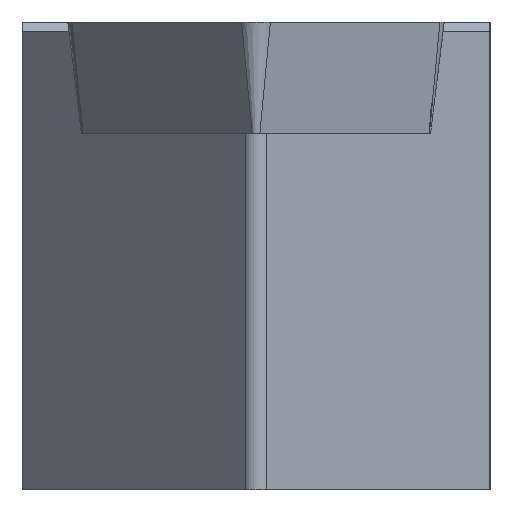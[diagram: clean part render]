
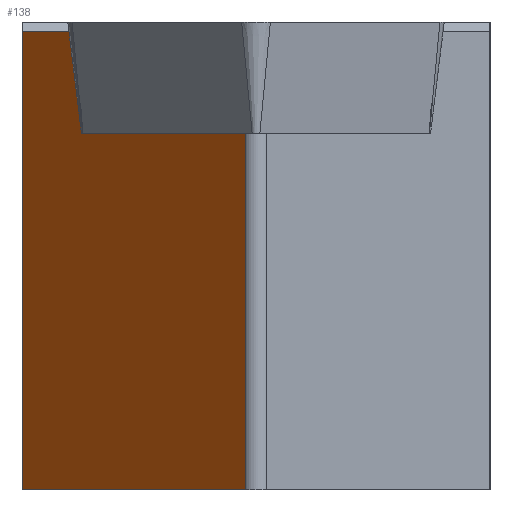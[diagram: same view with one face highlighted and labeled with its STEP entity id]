
A CAD part, left-side view. The second image highlights one B-rep face of the part: STEP entity #138.
In plain terms, the highlighted planar face has unit normal (-0.643, 0.766, 0).
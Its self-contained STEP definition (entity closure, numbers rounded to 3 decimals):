
#138=ADVANCED_FACE('',(#179),#160,.F.);
#160=PLANE('',#531);
#179=FACE_OUTER_BOUND('',#202,.T.);
#202=EDGE_LOOP('',(#258,#259,#260,#261,#262,#263));
#258=ORIENTED_EDGE('',*,*,#395,.T.);
#259=ORIENTED_EDGE('',*,*,#396,.T.);
#260=ORIENTED_EDGE('',*,*,#369,.F.);
#261=ORIENTED_EDGE('',*,*,#382,.F.);
#262=ORIENTED_EDGE('',*,*,#389,.F.);
#263=ORIENTED_EDGE('',*,*,#394,.F.);
#331=VERTEX_POINT('',#671);
#332=VERTEX_POINT('',#672);
#343=VERTEX_POINT('',#697);
#347=VERTEX_POINT('',#710);
#349=VERTEX_POINT('',#720);
#350=VERTEX_POINT('',#724);
#369=EDGE_CURVE('',#331,#332,#426,.T.);
#382=EDGE_CURVE('',#343,#331,#439,.T.);
#389=EDGE_CURVE('',#347,#343,#445,.T.);
#394=EDGE_CURVE('',#349,#347,#449,.T.);
#395=EDGE_CURVE('',#349,#350,#450,.T.);
#396=EDGE_CURVE('',#350,#332,#451,.T.);
#426=LINE('',#670,#473);
#439=LINE('',#698,#486);
#445=LINE('',#711,#492);
#449=LINE('',#721,#496);
#450=LINE('',#723,#497);
#451=LINE('',#725,#498);
#473=VECTOR('',#556,1.);
#486=VECTOR('',#573,1.);
#492=VECTOR('',#585,1.);
#496=VECTOR('',#597,1.);
#497=VECTOR('',#600,1.);
#498=VECTOR('',#601,1.);
#531=AXIS2_PLACEMENT_3D('',#726,#602,#603);
#556=DIRECTION('',(-0.766,-0.643,0.));
#573=DIRECTION('',(0.,0.,1.));
#585=DIRECTION('',(0.766,0.643,0.));
#597=DIRECTION('',(0.,0.,-1.));
#600=DIRECTION('',(0.766,0.643,0.));
#601=DIRECTION('',(0.095,0.08,0.992));
#602=DIRECTION('',(0.643,-0.766,0.));
#603=DIRECTION('',(0.766,0.643,0.));
#670=CARTESIAN_POINT('',(4.934,-1.372,-0.2));
#671=CARTESIAN_POINT('',(6.569,0.,-0.2));
#672=CARTESIAN_POINT('',(5.225,-1.127,-0.2));
#697=CARTESIAN_POINT('',(6.569,0.,-10.));
#698=CARTESIAN_POINT('',(6.569,0.,-42.38));
#710=CARTESIAN_POINT('',(0.884,-4.77,-10.));
#711=CARTESIAN_POINT('',(0.884,-4.77,-10.));
#720=CARTESIAN_POINT('',(0.884,-4.77,-2.38));
#721=CARTESIAN_POINT('',(0.884,-4.77,-42.38));
#723=CARTESIAN_POINT('',(2.714,-3.235,-2.38));
#724=CARTESIAN_POINT('',(5.017,-1.302,-2.38));
#725=CARTESIAN_POINT('',(5.017,-1.302,-2.38));
#726=CARTESIAN_POINT('',(4.934,-1.372,-42.38));
